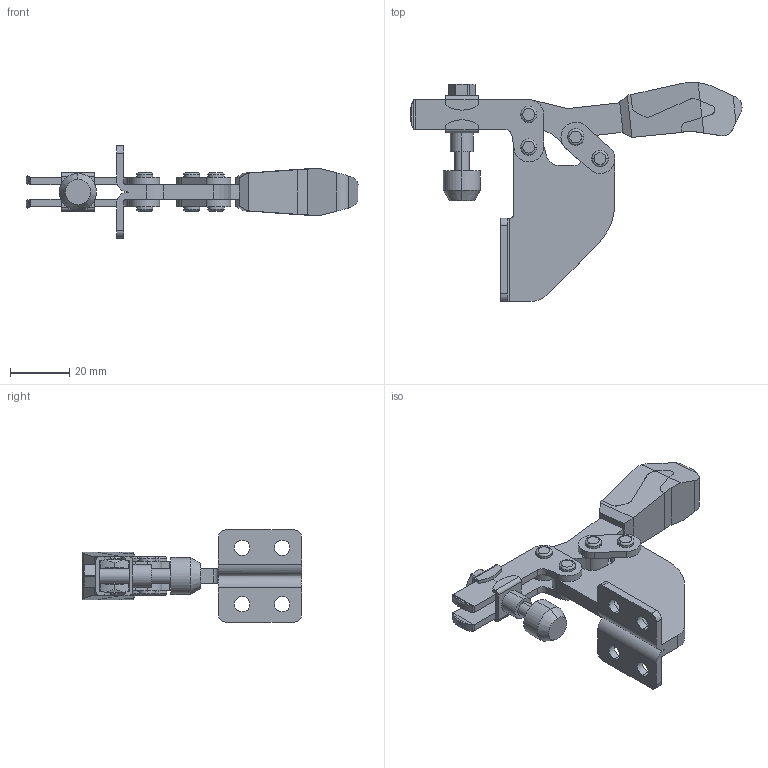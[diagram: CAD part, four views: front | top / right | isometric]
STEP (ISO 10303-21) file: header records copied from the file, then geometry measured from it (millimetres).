
FILE_DESCRIPTION (( 'STEP AP214' ), '1' );
FILE_NAME ('23330.1022.STEP', '2019-10-25T05:17:52', ( '' ), ( '' ), 'SwSTEP 2.0', 'SolidWorks 2019', '' );
FILE_SCHEMA (( 'AUTOMOTIVE_DESIGN' ));
Length unit declared in the file: millimetre
Products named in the file (9): 23330.1022; _30MS-M5-1.stp; _146225.stp; _557240.stp; _93013-3_0.stp; _93179-1.stp; EH 23330.1022.stp; _93013-2.stp; _93013-6_0.stp
Assembly tree (8 placements, depth 3):
  23330.1022
    EH 23330.1022.stp
      _93179-1.stp
      _93013-6_0.stp
      _93013-2.stp
      _93013-3_0.stp
      _557240.stp
      _30MS-M5-1.stp
      _146225.stp
Bounding box: 111.85 x 73.79 x 31 mm (x, y, z)
Volume: 25580 mm3; surface area: 16268.2 mm2
Topology: 7 solids, 8 shells, 303 faces, 771 edges, 504 vertices
Faces by surface type: cylinder 140, plane 131, torus 16, cone 16
Entity records: 10341 total; most frequent: CARTESIAN_POINT 2256, DIRECTION 1593, ORIENTED_EDGE 1542, EDGE_CURVE 771, AXIS2_PLACEMENT_3D 591, VERTEX_POINT 504, LINE 411, VECTOR 411
